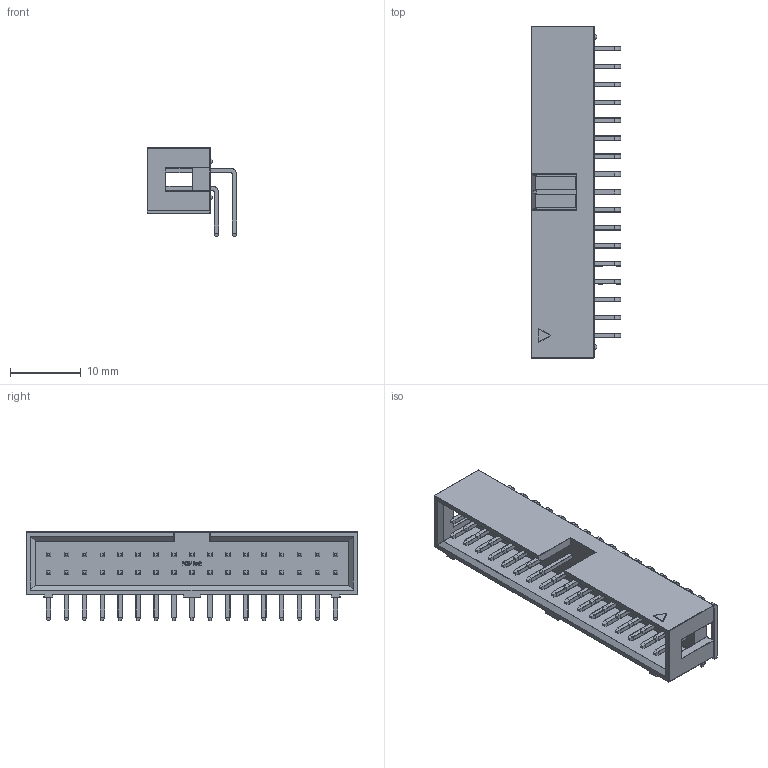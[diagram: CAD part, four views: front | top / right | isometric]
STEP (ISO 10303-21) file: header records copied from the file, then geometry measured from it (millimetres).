
FILE_DESCRIPTION(/* description */ (''),/* implementation_level */ '2;1');
FILE_NAME(/* name */ '34-Pin Shrouded Header (IDC) Right Angle.STEP',/* time_stamp */ '2019-09-21T08:19:14+02:00',/* author */ ('Bernd das Brot'),/* organization */ (''),/* preprocessor_version */ 'ST-DEVELOPER v17',/* originating_system */ 'Autodesk Inventor 2019',/* authorisation */ '');
FILE_SCHEMA (('AUTOMOTIVE_DESIGN { 1 0 10303 214 3 1 1 }'));
Length unit declared in the file: millimetre
Products named in the file (4): 34-Pin Shrouded Header (IDC) Right Angle; Lower Contact; Upper Contact; 34-Pin Shrouded Header Body
Assembly tree (35 placements, depth 2):
  34-Pin Shrouded Header (IDC) Right Angle
    Upper Contact  x17
    Lower Contact  x17
    34-Pin Shrouded Header Body
Bounding box: 12.65 x 46.99 x 12.67 mm (x, y, z)
Volume: 2041.3 mm3; surface area: 4165.7 mm2
Topology: 35 solids, 35 shells, 1526 faces, 3868 edges, 2421 vertices
Faces by surface type: plane 786, cylinder 460, torus 159, bspline 80, sphere 41
Entity records: 18051 total; most frequent: CARTESIAN_POINT 4262, ORIENTED_EDGE 2864, DIRECTION 2665, EDGE_CURVE 1432, LINE 961, VECTOR 961, VERTEX_POINT 885, AXIS2_PLACEMENT_3D 852
